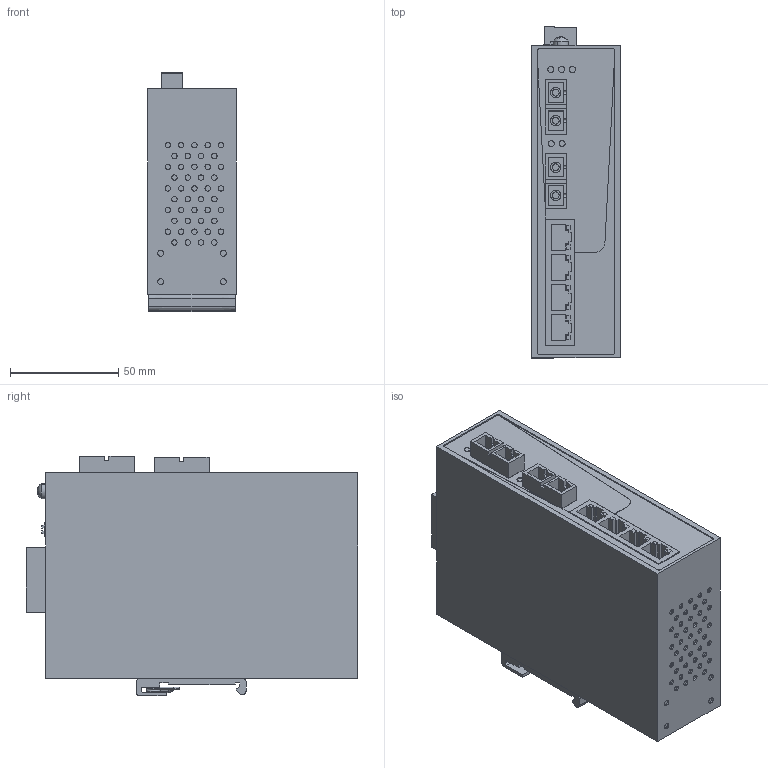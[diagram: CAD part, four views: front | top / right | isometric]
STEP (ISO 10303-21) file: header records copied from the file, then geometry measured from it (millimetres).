
FILE_DESCRIPTION(('CATIA V5 STEP Exchange','CAx-IF Rec.Pracs.--- Model Styling and Organization---1.4--- 2014-01-23'),'2;1');
FILE_NAME ('D1477442_2', '2021-11-12T10:46:15+00:00', ('none'), ('Weidmueller'), 'CATIA Version 5-6 Release 2016 SP3 HF44', 'CATIA V5 STEP AP214', 'none');
FILE_SCHEMA(('AUTOMOTIVE_DESIGN { 1 0 10303 214 1 1 1 1 }'));
Length unit declared in the file: millimetre
Products named in the file (1): S3D_IE_SW_EL06_4PoE_2SC
Bounding box: 41 x 153.35 x 110.88 mm (x, y, z)
Volume: 566734.5 mm3; surface area: 74388.5 mm2
Topology: 34 solids, 34 shells, 833 faces, 1909 edges, 1259 vertices
Faces by surface type: plane 549, cylinder 249, torus 20, extrusion 13, sphere 2
Entity records: 23524 total; most frequent: CARTESIAN_POINT 4773, ORIENTED_EDGE 3818, DIRECTION 3029, EDGE_CURVE 1909, VECTOR 1288, LINE 1275, VERTEX_POINT 1259, AXIS2_PLACEMENT_3D 1125
